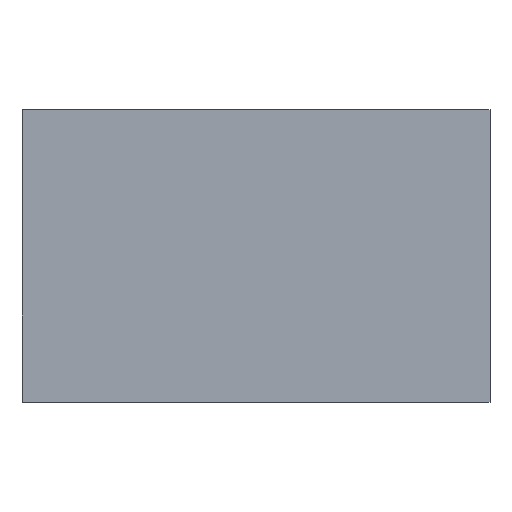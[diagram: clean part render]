
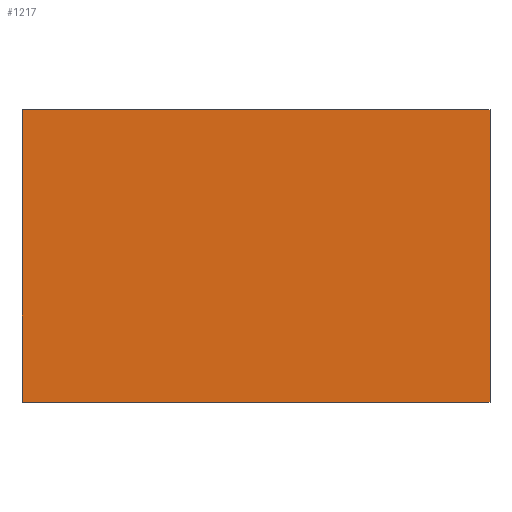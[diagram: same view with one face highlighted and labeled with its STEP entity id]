
A CAD part, top view. The second image highlights one B-rep face of the part: STEP entity #1217.
In plain terms, the highlighted planar face has unit normal (0, 0, 1).
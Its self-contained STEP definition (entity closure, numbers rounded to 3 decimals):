
#118=FACE_OUTER_BOUND('',#182,.T.);
#182=EDGE_LOOP('',(#1065,#1066,#1067,#1068));
#355=LINE('',#2311,#466);
#357=LINE('',#2315,#468);
#360=LINE('',#2320,#471);
#363=LINE('',#2324,#474);
#466=VECTOR('',#1426,10.);
#468=VECTOR('',#1430,10.);
#471=VECTOR('',#1435,10.);
#474=VECTOR('',#1440,10.);
#589=VERTEX_POINT('',#2308);
#590=VERTEX_POINT('',#2310);
#591=VERTEX_POINT('',#2314);
#592=VERTEX_POINT('',#2319);
#761=EDGE_CURVE('',#589,#590,#355,.T.);
#763=EDGE_CURVE('',#590,#591,#357,.T.);
#766=EDGE_CURVE('',#591,#592,#360,.T.);
#769=EDGE_CURVE('',#592,#589,#363,.T.);
#1065=ORIENTED_EDGE('',*,*,#761,.F.);
#1066=ORIENTED_EDGE('',*,*,#769,.F.);
#1067=ORIENTED_EDGE('',*,*,#766,.F.);
#1068=ORIENTED_EDGE('',*,*,#763,.F.);
#1153=PLANE('',#1268);
#1217=ADVANCED_FACE('',(#118),#1153,.T.);
#1268=AXIS2_PLACEMENT_3D('',#2325,#1441,#1442);
#1426=DIRECTION('',(0.,-1.,0.));
#1430=DIRECTION('',(-1.,0.,0.));
#1435=DIRECTION('',(0.,1.,0.));
#1440=DIRECTION('',(1.,0.,0.));
#1441=DIRECTION('center_axis',(0.,0.,1.));
#1442=DIRECTION('ref_axis',(1.,0.,0.));
#2308=CARTESIAN_POINT('',(1.,0.625,0.5));
#2310=CARTESIAN_POINT('',(1.,-0.625,0.5));
#2311=CARTESIAN_POINT('',(1.,0.625,0.5));
#2314=CARTESIAN_POINT('',(-1.,-0.625,0.5));
#2315=CARTESIAN_POINT('',(1.,-0.625,0.5));
#2319=CARTESIAN_POINT('',(-1.,0.625,0.5));
#2320=CARTESIAN_POINT('',(-1.,-0.625,0.5));
#2324=CARTESIAN_POINT('',(-1.,0.625,0.5));
#2325=CARTESIAN_POINT('Origin',(0.,0.,0.5));
